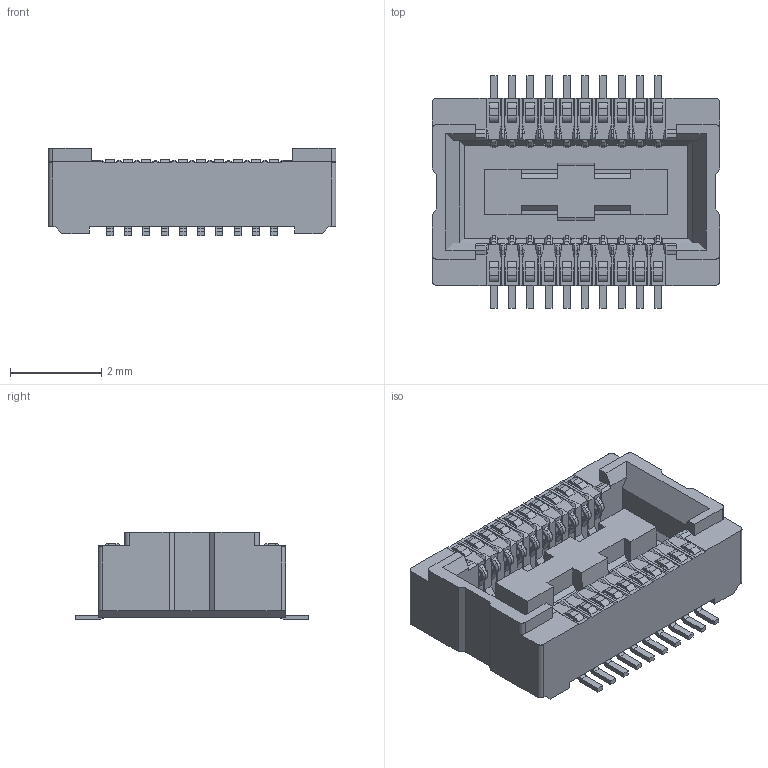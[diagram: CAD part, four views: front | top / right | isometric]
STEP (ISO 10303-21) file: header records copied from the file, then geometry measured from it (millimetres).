
FILE_DESCRIPTION( ('This file contains a STEP AP42 implementation' ,'as created by ZW3D STEP Interface translator.') ,'2;1' );
FILE_NAME( '3631-SXXX-019MXXR01.stp' ,'23 315.1349 0', (''), ('ZWCAD Software Co.'), 'Version 1.0', 'ZW3D to STEP translator', '' );
FILE_SCHEMA(('AUTOMOTIVE_DESIGN { 1 0 10303 214 1 1 1 1 }'));
Length unit declared in the file: millimetre
Products named in the file (2): 0; 3631 脣釱 H=1.92(20P)
Bounding box: 6.3 x 5.1 x 1.92 mm (x, y, z)
Volume: 29.6 mm3; surface area: 134.1 mm2
Topology: 1 solids, 2 shells, 1397 faces, 3630 edges, 2248 vertices
Faces by surface type: plane 985, bspline 240, cylinder 172
Entity records: 72898 total; most frequent: CARTESIAN_POINT 38542, ORIENTED_EDGE 7192, DIRECTION 5972, EDGE_CURVE 3596, VECTOR 3136, LINE 3136, VERTEX_POINT 2248, EDGE_LOOP 1482
